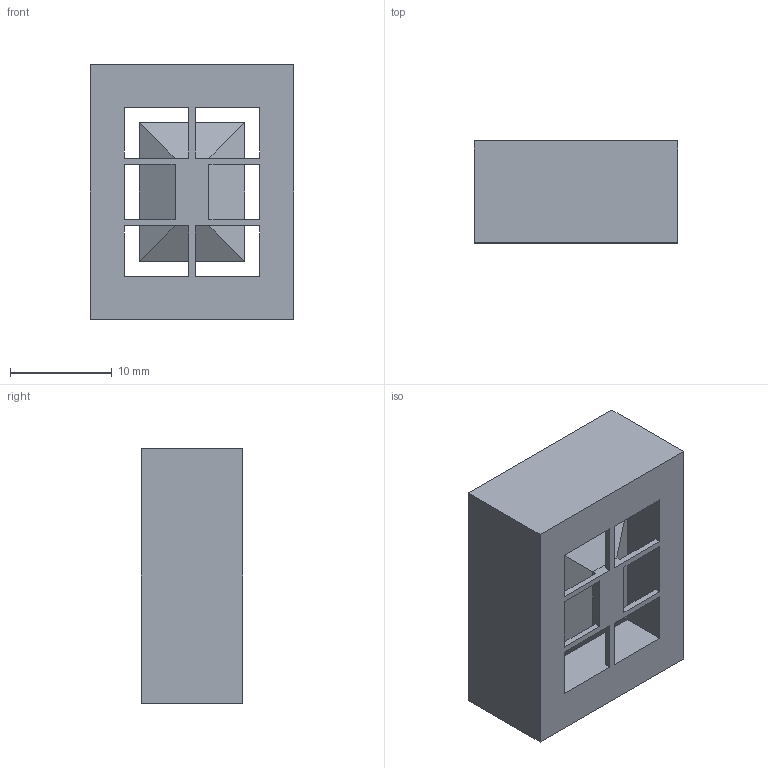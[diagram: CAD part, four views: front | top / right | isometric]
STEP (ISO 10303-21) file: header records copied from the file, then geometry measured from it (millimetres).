
FILE_DESCRIPTION (( 'STEP AP203' ), '1' );
FILE_NAME ('BaseCell_v4.STEP', '2022-12-22T16:13:02', ( '' ), ( '' ), 'SwSTEP 2.0', 'SolidWorks 2021', '' );
FILE_SCHEMA (( 'CONFIG_CONTROL_DESIGN' ));
Length unit declared in the file: millimetre
Products named in the file (1): BaseCell_v4
Bounding box: 20 x 10.01 x 25 mm (x, y, z)
Volume: 3700.4 mm3; surface area: 2740.4 mm2
Topology: 1 solids, 1 shells, 59 faces, 200 edges, 128 vertices
Faces by surface type: plane 59
Entity records: 2231 total; most frequent: ORIENTED_EDGE 400, CARTESIAN_POINT 388, DIRECTION 320, EDGE_CURVE 200, LINE 200, VECTOR 200, VERTEX_POINT 128, EDGE_LOOP 68
